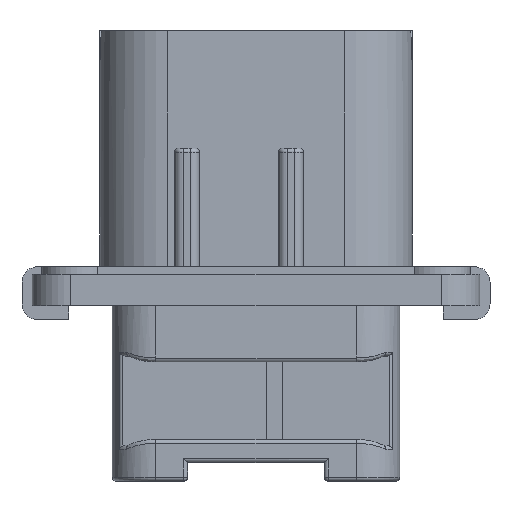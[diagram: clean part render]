
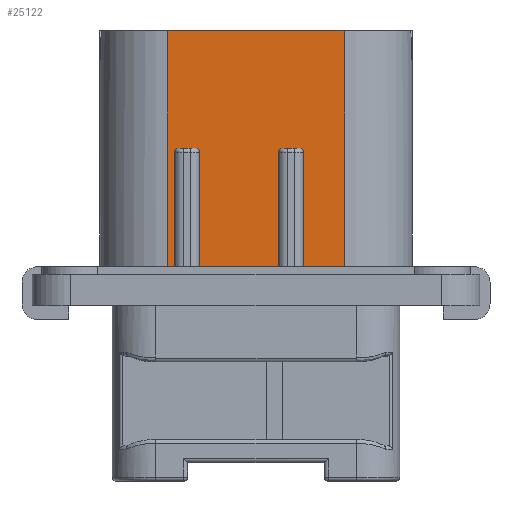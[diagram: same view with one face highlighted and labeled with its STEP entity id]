
A CAD part, front view. The second image highlights one B-rep face of the part: STEP entity #25122.
In plain terms, the highlighted planar face has unit normal (0, -1, 0).
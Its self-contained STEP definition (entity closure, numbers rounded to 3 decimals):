
#999=DIRECTION('',(1.,0.,0.));
#1000=VECTOR('',#999,2.66);
#1001=CARTESIAN_POINT('',(3.04,-9.,2.));
#1002=LINE('',#1001,#1000);
#1222=DIRECTION('',(1.,0.,0.));
#1223=VECTOR('',#1222,0.45);
#1224=CARTESIAN_POINT('',(-5.7,-9.,2.));
#1225=LINE('',#1224,#1223);
#1234=CARTESIAN_POINT('',(-5.,-9.,9.87));
#1235=DIRECTION('',(0.,1.,0.));
#1236=DIRECTION('',(-1.,0.,0.));
#1237=AXIS2_PLACEMENT_3D('',#1234,#1235,#1236);
#1266=CARTESIAN_POINT('',(-3.9,-9.,9.87));
#1267=DIRECTION('',(0.,1.,0.));
#1268=DIRECTION('',(0.,0.,1.));
#1269=AXIS2_PLACEMENT_3D('',#1266,#1267,#1268);
#1279=DIRECTION('',(0.,0.,1.));
#1280=VECTOR('',#1279,7.87);
#1281=CARTESIAN_POINT('',(-3.65,-9.,2.));
#1282=LINE('',#1281,#1280);
#1283=DIRECTION('',(1.,0.,0.));
#1284=VECTOR('',#1283,1.1);
#1285=CARTESIAN_POINT('',(-5.,-9.,10.12));
#1286=LINE('',#1285,#1284);
#1287=DIRECTION('',(0.,0.,1.));
#1288=VECTOR('',#1287,7.87);
#1289=CARTESIAN_POINT('',(-5.25,-9.,2.));
#1290=LINE('',#1289,#1288);
#1291=DIRECTION('',(0.,0.,-1.));
#1292=VECTOR('',#1291,15.67);
#1293=CARTESIAN_POINT('',(-5.7,-9.,17.67));
#1294=LINE('',#1293,#1292);
#1295=DIRECTION('',(0.,0.,-1.));
#1296=VECTOR('',#1295,15.67);
#1297=CARTESIAN_POINT('',(5.7,-9.,17.67));
#1298=LINE('',#1297,#1296);
#1299=DIRECTION('',(0.,0.,1.));
#1300=VECTOR('',#1299,7.87);
#1301=CARTESIAN_POINT('',(3.04,-9.,2.));
#1302=LINE('',#1301,#1300);
#1303=DIRECTION('',(1.,0.,0.));
#1304=VECTOR('',#1303,1.1);
#1305=CARTESIAN_POINT('',(1.69,-9.,10.12));
#1306=LINE('',#1305,#1304);
#1307=DIRECTION('',(0.,0.,1.));
#1308=VECTOR('',#1307,7.87);
#1309=CARTESIAN_POINT('',(1.44,-9.,2.));
#1310=LINE('',#1309,#1308);
#1503=DIRECTION('',(1.,0.,0.));
#1504=VECTOR('',#1503,11.4);
#1505=CARTESIAN_POINT('',(-5.7,-9.,17.67));
#1506=LINE('',#1505,#1504);
#19050=CARTESIAN_POINT('',(2.79,-9.,9.87));
#19051=DIRECTION('',(0.,1.,0.));
#19052=DIRECTION('',(0.,0.,1.));
#19053=AXIS2_PLACEMENT_3D('',#19050,#19051,#19052);
#19143=DIRECTION('',(1.,0.,0.));
#19144=VECTOR('',#19143,5.09);
#19145=CARTESIAN_POINT('',(-3.65,-9.,2.));
#19146=LINE('',#19145,#19144);
#19159=CARTESIAN_POINT('',(1.69,-9.,9.87));
#19160=DIRECTION('',(0.,1.,0.));
#19161=DIRECTION('',(-1.,0.,0.));
#19162=AXIS2_PLACEMENT_3D('',#19159,#19160,#19161);
#19479=CARTESIAN_POINT('',(-5.7,-9.,17.67));
#19480=CARTESIAN_POINT('',(-5.7,-9.,2.));
#19481=VERTEX_POINT('',#19479);
#19482=VERTEX_POINT('',#19480);
#19483=CARTESIAN_POINT('',(5.7,-9.,17.67));
#19484=CARTESIAN_POINT('',(5.7,-9.,2.));
#19485=VERTEX_POINT('',#19483);
#19486=VERTEX_POINT('',#19484);
#21404=CARTESIAN_POINT('',(-5.25,-9.,2.));
#21405=VERTEX_POINT('',#21404);
#21406=CARTESIAN_POINT('',(-3.65,-9.,2.));
#21407=CARTESIAN_POINT('',(1.44,-9.,2.));
#21408=VERTEX_POINT('',#21406);
#21409=VERTEX_POINT('',#21407);
#21410=CARTESIAN_POINT('',(3.04,-9.,2.));
#21411=VERTEX_POINT('',#21410);
#21449=CARTESIAN_POINT('',(-3.65,-9.,9.87));
#21451=VERTEX_POINT('',#21449);
#21453=CARTESIAN_POINT('',(-3.9,-9.,10.12));
#21455=VERTEX_POINT('',#21453);
#21468=CARTESIAN_POINT('',(-5.,-9.,10.12));
#21469=VERTEX_POINT('',#21468);
#21470=CARTESIAN_POINT('',(-5.25,-9.,9.87));
#21471=VERTEX_POINT('',#21470);
#21473=CARTESIAN_POINT('',(3.04,-9.,9.87));
#21475=VERTEX_POINT('',#21473);
#21477=CARTESIAN_POINT('',(2.79,-9.,10.12));
#21479=VERTEX_POINT('',#21477);
#21492=CARTESIAN_POINT('',(1.69,-9.,10.12));
#21493=VERTEX_POINT('',#21492);
#21494=CARTESIAN_POINT('',(1.44,-9.,9.87));
#21495=VERTEX_POINT('',#21494);
#25090=CARTESIAN_POINT('',(-10.05,-9.,2.));
#25091=DIRECTION('',(0.,-1.,0.));
#25092=DIRECTION('',(1.,0.,0.));
#25093=AXIS2_PLACEMENT_3D('',#25090,#25091,#25092);
#25094=PLANE('',#25093);
#25095=ORIENTED_EDGE('',*,*,#25081,.T.);
#25096=ORIENTED_EDGE('',*,*,#25070,.F.);
#25097=ORIENTED_EDGE('',*,*,#25055,.F.);
#25098=ORIENTED_EDGE('',*,*,#25036,.F.);
#25099=ORIENTED_EDGE('',*,*,#25021,.F.);
#25100=ORIENTED_EDGE('',*,*,#25006,.F.);
#25102=ORIENTED_EDGE('',*,*,#25101,.F.);
#25104=ORIENTED_EDGE('',*,*,#25103,.T.);
#25106=ORIENTED_EDGE('',*,*,#25105,.T.);
#25107=ORIENTED_EDGE('',*,*,#24737,.F.);
#25109=ORIENTED_EDGE('',*,*,#25108,.T.);
#25111=ORIENTED_EDGE('',*,*,#25110,.F.);
#25113=ORIENTED_EDGE('',*,*,#25112,.F.);
#25115=ORIENTED_EDGE('',*,*,#25114,.F.);
#25117=ORIENTED_EDGE('',*,*,#25116,.F.);
#25119=ORIENTED_EDGE('',*,*,#25118,.F.);
#25120=EDGE_LOOP('',(#25095,#25096,#25097,#25098,#25099,#25100,#25102,#25104,
#25106,#25107,#25109,#25111,#25113,#25115,#25117,#25119));
#25121=FACE_OUTER_BOUND('',#25120,.F.);
#25122=ADVANCED_FACE('',(#25121),#25094,.T.);
#1238=CIRCLE('',#1237,0.25);
#1270=CIRCLE('',#1269,0.25);
#19054=CIRCLE('',#19053,0.25);
#19163=CIRCLE('',#19162,0.25);
#24737=EDGE_CURVE('',#21411,#19486,#1002,.T.);
#25006=EDGE_CURVE('',#19482,#21405,#1225,.T.);
#25021=EDGE_CURVE('',#21405,#21471,#1290,.T.);
#25036=EDGE_CURVE('',#21471,#21469,#1238,.T.);
#25055=EDGE_CURVE('',#21469,#21455,#1286,.T.);
#25070=EDGE_CURVE('',#21455,#21451,#1270,.T.);
#25081=EDGE_CURVE('',#21408,#21451,#1282,.T.);
#25101=EDGE_CURVE('',#19481,#19482,#1294,.T.);
#25103=EDGE_CURVE('',#19481,#19485,#1506,.T.);
#25105=EDGE_CURVE('',#19485,#19486,#1298,.T.);
#25108=EDGE_CURVE('',#21411,#21475,#1302,.T.);
#25110=EDGE_CURVE('',#21479,#21475,#19054,.T.);
#25112=EDGE_CURVE('',#21493,#21479,#1306,.T.);
#25114=EDGE_CURVE('',#21495,#21493,#19163,.T.);
#25116=EDGE_CURVE('',#21409,#21495,#1310,.T.);
#25118=EDGE_CURVE('',#21408,#21409,#19146,.T.);
